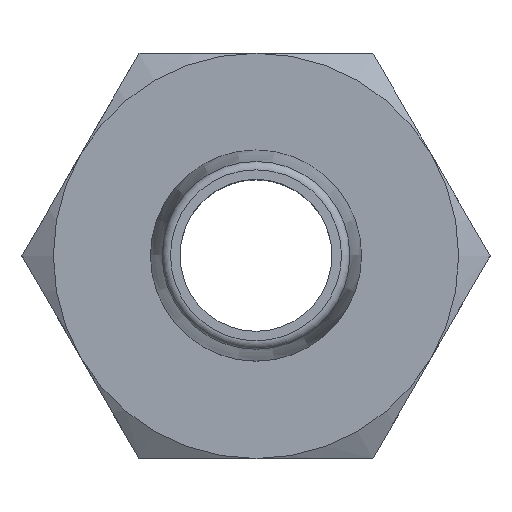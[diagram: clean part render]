
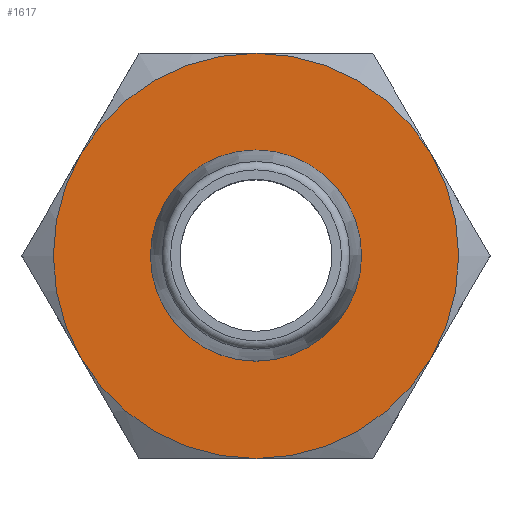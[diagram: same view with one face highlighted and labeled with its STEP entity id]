
A CAD part, top view. The second image highlights one B-rep face of the part: STEP entity #1617.
In plain terms, the highlighted face is planar.
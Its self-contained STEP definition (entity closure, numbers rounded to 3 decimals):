
#713=PLANE('',#1527);
#770=ORIENTED_EDGE('',*,*,#963,.F.);
#771=ORIENTED_EDGE('',*,*,#964,.F.);
#772=ORIENTED_EDGE('',*,*,#965,.F.);
#773=ORIENTED_EDGE('',*,*,#966,.F.);
#774=ORIENTED_EDGE('',*,*,#967,.F.);
#775=ORIENTED_EDGE('',*,*,#968,.F.);
#776=ORIENTED_EDGE('',*,*,#962,.F.);
#884=CIRCLE('',#1526,5.5);
#885=CIRCLE('',#1528,12.);
#886=CIRCLE('',#1529,12.);
#887=CIRCLE('',#1530,12.);
#888=CIRCLE('',#1531,12.);
#889=CIRCLE('',#1532,12.);
#890=CIRCLE('',#1533,12.);
#917=VERTEX_POINT('',#1389);
#918=VERTEX_POINT('',#1392);
#919=VERTEX_POINT('',#1393);
#920=VERTEX_POINT('',#1395);
#921=VERTEX_POINT('',#1397);
#922=VERTEX_POINT('',#1399);
#923=VERTEX_POINT('',#1401);
#962=EDGE_CURVE('',#917,#917,#884,.T.);
#963=EDGE_CURVE('',#918,#919,#885,.T.);
#964=EDGE_CURVE('',#920,#918,#886,.T.);
#965=EDGE_CURVE('',#921,#920,#887,.T.);
#966=EDGE_CURVE('',#922,#921,#888,.T.);
#967=EDGE_CURVE('',#923,#922,#889,.T.);
#968=EDGE_CURVE('',#919,#923,#890,.T.);
#1037=EDGE_LOOP('',(#770,#771,#772,#773,#774,#775));
#1038=EDGE_LOOP('',(#776));
#1099=FACE_BOUND('',#1037,.T.);
#1100=FACE_BOUND('',#1038,.T.);
#1193=DIRECTION('',(0.,1.,0.));
#1194=DIRECTION('',(5.5,0.,0.));
#1195=DIRECTION('',(0.,1.,0.));
#1196=DIRECTION('',(1.,0.,0.));
#1197=DIRECTION('',(0.,-1.,0.));
#1198=DIRECTION('',(0.,0.,12.));
#1199=DIRECTION('',(0.,-1.,0.));
#1200=DIRECTION('',(10.392,0.,6.));
#1201=DIRECTION('',(0.,-1.,0.));
#1202=DIRECTION('',(10.392,0.,-6.));
#1203=DIRECTION('',(0.,-1.,0.));
#1204=DIRECTION('',(0.,0.,-12.));
#1205=DIRECTION('',(0.,-1.,0.));
#1206=DIRECTION('',(-10.392,0.,-6.));
#1207=DIRECTION('',(0.,-1.,0.));
#1208=DIRECTION('',(-10.392,0.,6.));
#1389=CARTESIAN_POINT('',(39.982,38.272,0.));
#1390=CARTESIAN_POINT('',(34.482,38.272,0.));
#1391=CARTESIAN_POINT('',(34.482,38.272,12.));
#1392=CARTESIAN_POINT('',(34.482,38.272,12.));
#1393=CARTESIAN_POINT('',(24.089,38.272,6.));
#1394=CARTESIAN_POINT('',(34.482,38.272,0.));
#1395=CARTESIAN_POINT('',(44.874,38.272,6.));
#1396=CARTESIAN_POINT('',(34.482,38.272,0.));
#1397=CARTESIAN_POINT('',(44.874,38.272,-6.));
#1398=CARTESIAN_POINT('',(34.482,38.272,0.));
#1399=CARTESIAN_POINT('',(34.482,38.272,-12.));
#1400=CARTESIAN_POINT('',(34.482,38.272,0.));
#1401=CARTESIAN_POINT('',(24.089,38.272,-6.));
#1402=CARTESIAN_POINT('',(34.482,38.272,0.));
#1403=CARTESIAN_POINT('',(34.482,38.272,0.));
#1526=AXIS2_PLACEMENT_3D('',#1390,#1193,#1194);
#1527=AXIS2_PLACEMENT_3D('',#1391,#1195,#1196);
#1528=AXIS2_PLACEMENT_3D('',#1394,#1197,#1198);
#1529=AXIS2_PLACEMENT_3D('',#1396,#1199,#1200);
#1530=AXIS2_PLACEMENT_3D('',#1398,#1201,#1202);
#1531=AXIS2_PLACEMENT_3D('',#1400,#1203,#1204);
#1532=AXIS2_PLACEMENT_3D('',#1402,#1205,#1206);
#1533=AXIS2_PLACEMENT_3D('',#1403,#1207,#1208);
#1617=ADVANCED_FACE('',(#1099,#1100),#713,.T.);
